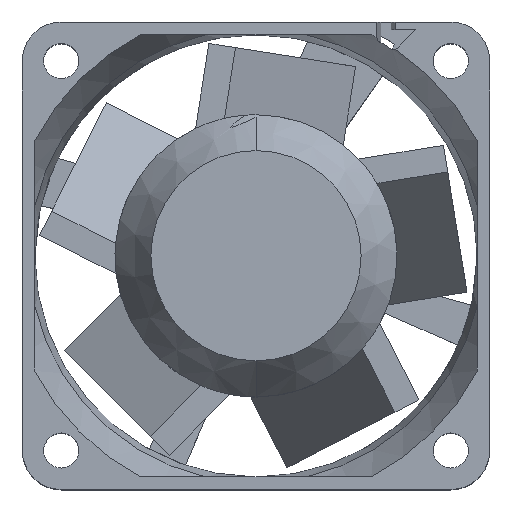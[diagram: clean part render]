
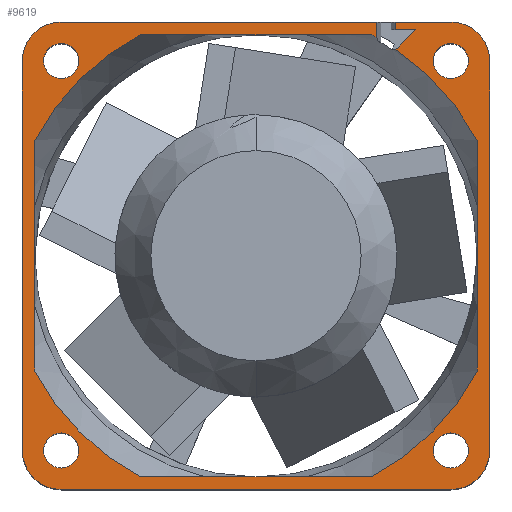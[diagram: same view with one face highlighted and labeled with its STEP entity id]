
A CAD part, top view. The second image highlights one B-rep face of the part: STEP entity #9619.
In plain terms, the highlighted face is planar.
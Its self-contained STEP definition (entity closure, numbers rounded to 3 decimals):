
#1494=DIRECTION('',(0.,0.,1.));
#1495=VECTOR('',#1494,50.);
#1496=CARTESIAN_POINT('',(-30.,38.,-25.));
#1497=LINE('',#1496,#1495);
#1576=DIRECTION('',(-1.,0.,0.));
#1577=VECTOR('',#1576,50.);
#1578=CARTESIAN_POINT('',(25.,38.,-30.));
#1579=LINE('',#1578,#1577);
#1666=DIRECTION('',(0.,0.,-1.));
#1667=VECTOR('',#1666,50.);
#1668=CARTESIAN_POINT('',(30.,38.,25.));
#1669=LINE('',#1668,#1667);
#1717=DIRECTION('',(1.,0.,0.));
#1718=VECTOR('',#1717,40.5);
#1719=CARTESIAN_POINT('',(-15.5,38.,30.));
#1720=LINE('',#1719,#1718);
#2459=CARTESIAN_POINT('',(0.,38.,0.));
#2460=DIRECTION('',(0.,1.,0.));
#2461=DIRECTION('',(-0.887,0.,0.462));
#2462=AXIS2_PLACEMENT_3D('',#2459,#2460,#2461);
#2464=CARTESIAN_POINT('',(-17.677,38.,27.153));
#2465=DIRECTION('',(0.,1.,0.));
#2466=DIRECTION('',(-0.368,0.,-0.93));
#2467=AXIS2_PLACEMENT_3D('',#2464,#2465,#2466);
#2469=DIRECTION('',(-0.707,0.,0.707));
#2470=VECTOR('',#2469,3.313);
#2471=CARTESIAN_POINT('',(-18.172,38.,26.658));
#2472=LINE('',#2471,#2470);
#2473=DIRECTION('',(1.,0.,0.));
#2474=VECTOR('',#2473,2.665);
#2475=CARTESIAN_POINT('',(-20.515,38.,29.));
#2476=LINE('',#2475,#2474);
#2477=CARTESIAN_POINT('',(-25.,38.,25.));
#2478=DIRECTION('',(0.,-1.,0.));
#2479=DIRECTION('',(0.,0.,1.));
#2480=AXIS2_PLACEMENT_3D('',#2477,#2478,#2479);
#2482=CARTESIAN_POINT('',(-25.,38.,-25.));
#2483=DIRECTION('',(0.,-1.,0.));
#2484=DIRECTION('',(-1.,0.,0.));
#2485=AXIS2_PLACEMENT_3D('',#2482,#2483,#2484);
#2487=CARTESIAN_POINT('',(25.,38.,-25.));
#2488=DIRECTION('',(0.,-1.,0.));
#2489=DIRECTION('',(0.,0.,-1.));
#2490=AXIS2_PLACEMENT_3D('',#2487,#2488,#2489);
#2492=CARTESIAN_POINT('',(25.,38.,25.));
#2493=DIRECTION('',(0.,-1.,0.));
#2494=DIRECTION('',(1.,0.,0.));
#2495=AXIS2_PLACEMENT_3D('',#2492,#2493,#2494);
#2497=DIRECTION('',(0.,0.,-1.));
#2498=VECTOR('',#2497,2.004);
#2499=CARTESIAN_POINT('',(-15.5,38.,30.));
#2500=LINE('',#2499,#2498);
#2501=CARTESIAN_POINT('',(0.,38.,0.));
#2502=DIRECTION('',(0.,1.,0.));
#2503=DIRECTION('',(-0.484,0.,0.875));
#2504=AXIS2_PLACEMENT_3D('',#2501,#2502,#2503);
#2506=DIRECTION('',(1.,0.,0.));
#2507=VECTOR('',#2506,29.588);
#2508=CARTESIAN_POINT('',(-14.794,38.,28.375));
#2509=LINE('',#2508,#2507);
#2510=CARTESIAN_POINT('',(0.,38.,0.));
#2511=DIRECTION('',(0.,1.,0.));
#2512=DIRECTION('',(0.462,0.,0.887));
#2513=AXIS2_PLACEMENT_3D('',#2510,#2511,#2512);
#2515=DIRECTION('',(0.,0.,-1.));
#2516=VECTOR('',#2515,29.588);
#2517=CARTESIAN_POINT('',(28.375,38.,14.794));
#2518=LINE('',#2517,#2516);
#2519=CARTESIAN_POINT('',(0.,38.,0.));
#2520=DIRECTION('',(0.,1.,0.));
#2521=DIRECTION('',(0.887,0.,-0.462));
#2522=AXIS2_PLACEMENT_3D('',#2519,#2520,#2521);
#2524=DIRECTION('',(-1.,0.,0.));
#2525=VECTOR('',#2524,29.588);
#2526=CARTESIAN_POINT('',(14.794,38.,-28.375));
#2527=LINE('',#2526,#2525);
#2528=CARTESIAN_POINT('',(0.,38.,0.));
#2529=DIRECTION('',(0.,1.,0.));
#2530=DIRECTION('',(-0.462,0.,-0.887));
#2531=AXIS2_PLACEMENT_3D('',#2528,#2529,#2530);
#2533=DIRECTION('',(0.,0.,1.));
#2534=VECTOR('',#2533,29.588);
#2535=CARTESIAN_POINT('',(-28.375,38.,-14.794));
#2536=LINE('',#2535,#2534);
#2537=CARTESIAN_POINT('',(25.,38.,25.));
#2538=DIRECTION('',(0.,1.,0.));
#2539=DIRECTION('',(0.,0.,1.));
#2540=AXIS2_PLACEMENT_3D('',#2537,#2538,#2539);
#2542=CARTESIAN_POINT('',(25.,38.,25.));
#2543=DIRECTION('',(0.,1.,0.));
#2544=DIRECTION('',(0.,0.,-1.));
#2545=AXIS2_PLACEMENT_3D('',#2542,#2543,#2544);
#2547=CARTESIAN_POINT('',(-25.,38.,25.));
#2548=DIRECTION('',(0.,1.,0.));
#2549=DIRECTION('',(0.,0.,1.));
#2550=AXIS2_PLACEMENT_3D('',#2547,#2548,#2549);
#2552=CARTESIAN_POINT('',(-25.,38.,25.));
#2553=DIRECTION('',(0.,1.,0.));
#2554=DIRECTION('',(0.,0.,-1.));
#2555=AXIS2_PLACEMENT_3D('',#2552,#2553,#2554);
#2557=CARTESIAN_POINT('',(-25.,38.,-25.));
#2558=DIRECTION('',(0.,1.,0.));
#2559=DIRECTION('',(0.,0.,1.));
#2560=AXIS2_PLACEMENT_3D('',#2557,#2558,#2559);
#2562=CARTESIAN_POINT('',(-25.,38.,-25.));
#2563=DIRECTION('',(0.,1.,0.));
#2564=DIRECTION('',(0.,0.,-1.));
#2565=AXIS2_PLACEMENT_3D('',#2562,#2563,#2564);
#2567=CARTESIAN_POINT('',(25.,38.,-25.));
#2568=DIRECTION('',(0.,1.,0.));
#2569=DIRECTION('',(0.,0.,1.));
#2570=AXIS2_PLACEMENT_3D('',#2567,#2568,#2569);
#2572=CARTESIAN_POINT('',(25.,38.,-25.));
#2573=DIRECTION('',(0.,1.,0.));
#2574=DIRECTION('',(0.,0.,-1.));
#2575=AXIS2_PLACEMENT_3D('',#2572,#2573,#2574);
#3702=DIRECTION('',(1.,0.,0.));
#3703=VECTOR('',#3702,7.15);
#3704=CARTESIAN_POINT('',(-25.,38.,30.));
#3705=LINE('',#3704,#3703);
#3714=DIRECTION('',(0.,0.,-1.));
#3715=VECTOR('',#3714,1.);
#3716=CARTESIAN_POINT('',(-17.85,38.,30.));
#3717=LINE('',#3716,#3715);
#7058=CARTESIAN_POINT('',(-20.515,38.,29.));
#7059=VERTEX_POINT('',#7058);
#7060=CARTESIAN_POINT('',(-18.172,38.,26.658));
#7061=VERTEX_POINT('',#7060);
#7096=CARTESIAN_POINT('',(-15.5,38.,30.));
#7097=VERTEX_POINT('',#7096);
#7098=CARTESIAN_POINT('',(25.,38.,30.));
#7099=VERTEX_POINT('',#7098);
#7147=CARTESIAN_POINT('',(-17.935,38.,26.502));
#7148=VERTEX_POINT('',#7147);
#7150=CARTESIAN_POINT('',(-28.375,38.,14.794));
#7151=VERTEX_POINT('',#7150);
#7152=CARTESIAN_POINT('',(-17.85,38.,29.));
#7153=VERTEX_POINT('',#7152);
#7154=CARTESIAN_POINT('',(-17.85,38.,30.));
#7155=VERTEX_POINT('',#7154);
#7156=CARTESIAN_POINT('',(-25.,38.,30.));
#7157=VERTEX_POINT('',#7156);
#7158=CARTESIAN_POINT('',(-30.,38.,25.));
#7159=VERTEX_POINT('',#7158);
#7160=CARTESIAN_POINT('',(-30.,38.,-25.));
#7161=VERTEX_POINT('',#7160);
#7162=CARTESIAN_POINT('',(-25.,38.,-30.));
#7163=VERTEX_POINT('',#7162);
#7164=CARTESIAN_POINT('',(25.,38.,-30.));
#7165=VERTEX_POINT('',#7164);
#7166=CARTESIAN_POINT('',(30.,38.,-25.));
#7167=VERTEX_POINT('',#7166);
#7168=CARTESIAN_POINT('',(30.,38.,25.));
#7169=VERTEX_POINT('',#7168);
#7170=CARTESIAN_POINT('',(-15.5,38.,27.996));
#7171=VERTEX_POINT('',#7170);
#7172=CARTESIAN_POINT('',(-14.794,38.,28.375));
#7173=VERTEX_POINT('',#7172);
#7174=CARTESIAN_POINT('',(14.794,38.,28.375));
#7175=VERTEX_POINT('',#7174);
#7176=CARTESIAN_POINT('',(28.375,38.,14.794));
#7177=VERTEX_POINT('',#7176);
#7178=CARTESIAN_POINT('',(28.375,38.,-14.794));
#7179=VERTEX_POINT('',#7178);
#7180=CARTESIAN_POINT('',(14.794,38.,-28.375));
#7181=VERTEX_POINT('',#7180);
#7182=CARTESIAN_POINT('',(-14.794,38.,-28.375));
#7183=VERTEX_POINT('',#7182);
#7184=CARTESIAN_POINT('',(-28.375,38.,-14.794));
#7185=VERTEX_POINT('',#7184);
#7186=CARTESIAN_POINT('',(25.,38.,27.25));
#7187=CARTESIAN_POINT('',(25.,38.,22.75));
#7188=VERTEX_POINT('',#7186);
#7189=VERTEX_POINT('',#7187);
#7190=CARTESIAN_POINT('',(-25.,38.,27.25));
#7191=CARTESIAN_POINT('',(-25.,38.,22.75));
#7192=VERTEX_POINT('',#7190);
#7193=VERTEX_POINT('',#7191);
#7194=CARTESIAN_POINT('',(-25.,38.,-22.75));
#7195=CARTESIAN_POINT('',(-25.,38.,-27.25));
#7196=VERTEX_POINT('',#7194);
#7197=VERTEX_POINT('',#7195);
#7198=CARTESIAN_POINT('',(25.,38.,-22.75));
#7199=CARTESIAN_POINT('',(25.,38.,-27.25));
#7200=VERTEX_POINT('',#7198);
#7201=VERTEX_POINT('',#7199);
#9548=CARTESIAN_POINT('',(0.,38.,0.));
#9549=DIRECTION('',(0.,1.,0.));
#9550=DIRECTION('',(-1.,0.,0.));
#9551=AXIS2_PLACEMENT_3D('',#9548,#9549,#9550);
#9552=PLANE('',#9551);
#9554=ORIENTED_EDGE('',*,*,#9553,.T.);
#9556=ORIENTED_EDGE('',*,*,#9555,.T.);
#9557=ORIENTED_EDGE('',*,*,#8862,.T.);
#9559=ORIENTED_EDGE('',*,*,#9558,.T.);
#9561=ORIENTED_EDGE('',*,*,#9560,.F.);
#9563=ORIENTED_EDGE('',*,*,#9562,.F.);
#9564=ORIENTED_EDGE('',*,*,#9541,.T.);
#9565=ORIENTED_EDGE('',*,*,#8502,.F.);
#9567=ORIENTED_EDGE('',*,*,#9566,.T.);
#9568=ORIENTED_EDGE('',*,*,#8593,.F.);
#9570=ORIENTED_EDGE('',*,*,#9569,.T.);
#9571=ORIENTED_EDGE('',*,*,#8686,.F.);
#9573=ORIENTED_EDGE('',*,*,#9572,.T.);
#9574=ORIENTED_EDGE('',*,*,#8753,.F.);
#9576=ORIENTED_EDGE('',*,*,#9575,.T.);
#9578=ORIENTED_EDGE('',*,*,#9577,.T.);
#9580=ORIENTED_EDGE('',*,*,#9579,.T.);
#9582=ORIENTED_EDGE('',*,*,#9581,.T.);
#9584=ORIENTED_EDGE('',*,*,#9583,.T.);
#9586=ORIENTED_EDGE('',*,*,#9585,.T.);
#9588=ORIENTED_EDGE('',*,*,#9587,.T.);
#9590=ORIENTED_EDGE('',*,*,#9589,.T.);
#9592=ORIENTED_EDGE('',*,*,#9591,.T.);
#9593=EDGE_LOOP('',(#9554,#9556,#9557,#9559,#9561,#9563,#9564,#9565,#9567,#9568,
#9570,#9571,#9573,#9574,#9576,#9578,#9580,#9582,#9584,#9586,#9588,#9590,#9592));
#9594=FACE_OUTER_BOUND('',#9593,.F.);
#9596=ORIENTED_EDGE('',*,*,#9595,.T.);
#9598=ORIENTED_EDGE('',*,*,#9597,.T.);
#9599=EDGE_LOOP('',(#9596,#9598));
#9600=FACE_BOUND('',#9599,.F.);
#9602=ORIENTED_EDGE('',*,*,#9601,.T.);
#9604=ORIENTED_EDGE('',*,*,#9603,.T.);
#9605=EDGE_LOOP('',(#9602,#9604));
#9606=FACE_BOUND('',#9605,.F.);
#9608=ORIENTED_EDGE('',*,*,#9607,.T.);
#9610=ORIENTED_EDGE('',*,*,#9609,.T.);
#9611=EDGE_LOOP('',(#9608,#9610));
#9612=FACE_BOUND('',#9611,.F.);
#9614=ORIENTED_EDGE('',*,*,#9613,.T.);
#9616=ORIENTED_EDGE('',*,*,#9615,.T.);
#9617=EDGE_LOOP('',(#9614,#9616));
#9618=FACE_BOUND('',#9617,.F.);
#9619=ADVANCED_FACE('',(#9594,#9600,#9606,#9612,#9618),#9552,.T.);
#2463=CIRCLE('',#2462,32.);
#2468=CIRCLE('',#2467,0.7);
#2481=CIRCLE('',#2480,5.);
#2486=CIRCLE('',#2485,5.);
#2491=CIRCLE('',#2490,5.);
#2496=CIRCLE('',#2495,5.);
#2505=CIRCLE('',#2504,32.);
#2514=CIRCLE('',#2513,32.);
#2523=CIRCLE('',#2522,32.);
#2532=CIRCLE('',#2531,32.);
#2541=CIRCLE('',#2540,2.25);
#2546=CIRCLE('',#2545,2.25);
#2551=CIRCLE('',#2550,2.25);
#2556=CIRCLE('',#2555,2.25);
#2561=CIRCLE('',#2560,2.25);
#2566=CIRCLE('',#2565,2.25);
#2571=CIRCLE('',#2570,2.25);
#2576=CIRCLE('',#2575,2.25);
#8502=EDGE_CURVE('',#7161,#7159,#1497,.T.);
#8593=EDGE_CURVE('',#7165,#7163,#1579,.T.);
#8686=EDGE_CURVE('',#7169,#7167,#1669,.T.);
#8753=EDGE_CURVE('',#7097,#7099,#1720,.T.);
#8862=EDGE_CURVE('',#7061,#7059,#2472,.T.);
#9541=EDGE_CURVE('',#7157,#7159,#2481,.T.);
#9553=EDGE_CURVE('',#7151,#7148,#2463,.T.);
#9555=EDGE_CURVE('',#7148,#7061,#2468,.T.);
#9558=EDGE_CURVE('',#7059,#7153,#2476,.T.);
#9560=EDGE_CURVE('',#7155,#7153,#3717,.T.);
#9562=EDGE_CURVE('',#7157,#7155,#3705,.T.);
#9566=EDGE_CURVE('',#7161,#7163,#2486,.T.);
#9569=EDGE_CURVE('',#7165,#7167,#2491,.T.);
#9572=EDGE_CURVE('',#7169,#7099,#2496,.T.);
#9575=EDGE_CURVE('',#7097,#7171,#2500,.T.);
#9577=EDGE_CURVE('',#7171,#7173,#2505,.T.);
#9579=EDGE_CURVE('',#7173,#7175,#2509,.T.);
#9581=EDGE_CURVE('',#7175,#7177,#2514,.T.);
#9583=EDGE_CURVE('',#7177,#7179,#2518,.T.);
#9585=EDGE_CURVE('',#7179,#7181,#2523,.T.);
#9587=EDGE_CURVE('',#7181,#7183,#2527,.T.);
#9589=EDGE_CURVE('',#7183,#7185,#2532,.T.);
#9591=EDGE_CURVE('',#7185,#7151,#2536,.T.);
#9595=EDGE_CURVE('',#7188,#7189,#2541,.T.);
#9597=EDGE_CURVE('',#7189,#7188,#2546,.T.);
#9601=EDGE_CURVE('',#7192,#7193,#2551,.T.);
#9603=EDGE_CURVE('',#7193,#7192,#2556,.T.);
#9607=EDGE_CURVE('',#7196,#7197,#2561,.T.);
#9609=EDGE_CURVE('',#7197,#7196,#2566,.T.);
#9613=EDGE_CURVE('',#7200,#7201,#2571,.T.);
#9615=EDGE_CURVE('',#7201,#7200,#2576,.T.);
